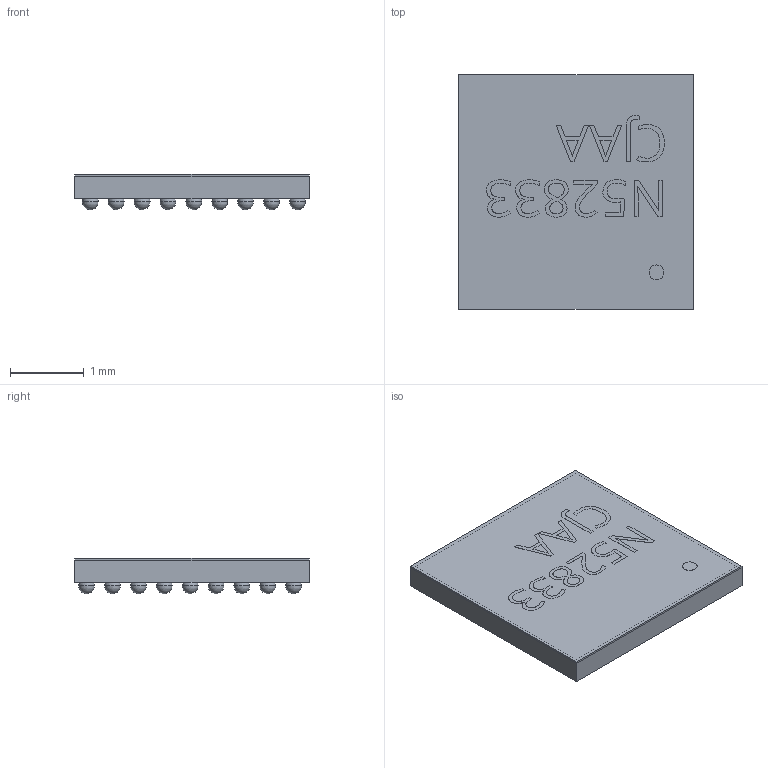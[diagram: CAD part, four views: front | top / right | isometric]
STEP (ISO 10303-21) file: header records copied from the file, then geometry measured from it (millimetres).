
FILE_DESCRIPTION (( 'STEP AP214' ), '1' );
FILE_NAME ('nrf52833_cjaa_var1__WLCSP.STEP', '2024-03-01T22:04:55', ( '' ), ( '' ), 'SwSTEP 2.0', 'SolidWorks 2023', '' );
FILE_SCHEMA (( 'AUTOMOTIVE_DESIGN' ));
Length unit declared in the file: millimetre
Products named in the file (7): BGA-75_3.2x3.2_2-1.step; BGA-75_3.2x3.2_2-0.step; BGA-75_3.2x3.2_2.step; U1_1.step; nrf52833_cjaa_var1__WLCSP; nrf52833_cjaa_var1_.step; BGA-75_3.2x3.2_2-2.step
Assembly tree (6 placements, depth 4):
  nrf52833_cjaa_var1__WLCSP
    nrf52833_cjaa_var1_.step
      U1_1.step
        BGA-75_3.2x3.2_2.step
        BGA-75_3.2x3.2_2-0.step
        BGA-75_3.2x3.2_2-1.step
        BGA-75_3.2x3.2_2-2.step
Bounding box: 3.17 x 3.17 x 0.48 mm (x, y, z)
Volume: 4.2 mm3; surface area: 93.2 mm2
Topology: 4 solids, 4 shells, 383 faces, 1230 edges, 870 vertices
Faces by surface type: sphere 150, bspline 125, plane 106, cylinder 2
Entity records: 12124 total; most frequent: CARTESIAN_POINT 3169, ORIENTED_EDGE 1860, DIRECTION 1522, EDGE_CURVE 930, VERTEX_POINT 720, AXIS2_PLACEMENT_3D 573, EDGE_LOOP 548, ADVANCED_FACE 383
